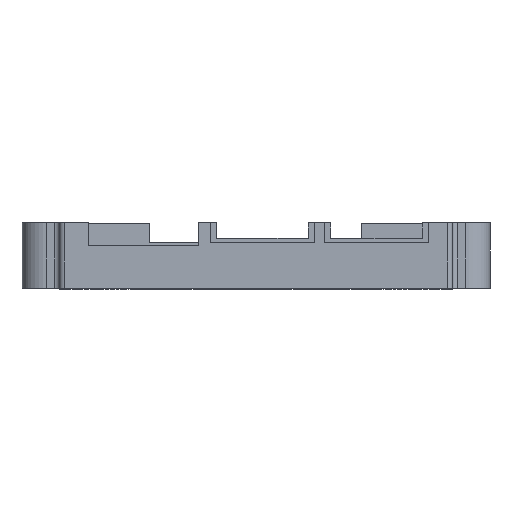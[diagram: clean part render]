
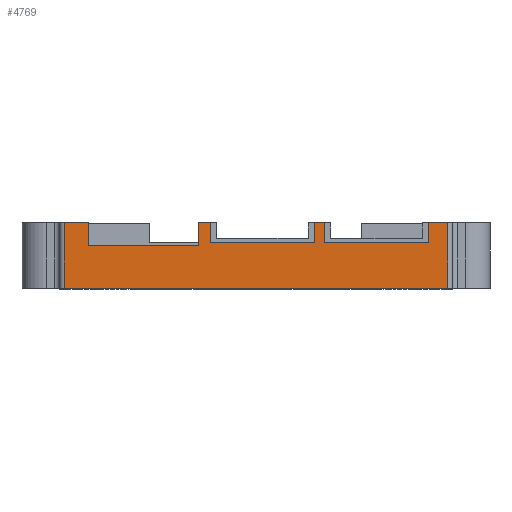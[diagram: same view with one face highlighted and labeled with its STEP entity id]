
A CAD part, top view. The second image highlights one B-rep face of the part: STEP entity #4769.
In plain terms, the highlighted planar face has unit normal (0, 0, 1).
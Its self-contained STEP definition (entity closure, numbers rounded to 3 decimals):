
#133=PLANE('',#5215);
#346=FACE_OUTER_BOUND('',#615,.T.);
#615=EDGE_LOOP('',(#3894,#3895,#3896,#3897,#3898,#3899,#3900,#3901,#3902,
#3903,#3904,#3905,#3906,#3907,#3908,#3909));
#942=LINE('',#7483,#1416);
#960=LINE('',#7544,#1434);
#966=LINE('',#7557,#1440);
#976=LINE('',#7583,#1450);
#1027=LINE('',#7709,#1501);
#1039=LINE('',#7769,#1513);
#1074=LINE('',#7835,#1548);
#1075=LINE('',#7838,#1549);
#1076=LINE('',#7839,#1550);
#1077=LINE('',#7841,#1551);
#1078=LINE('',#7843,#1552);
#1079=LINE('',#7844,#1553);
#1080=LINE('',#7846,#1554);
#1081=LINE('',#7847,#1555);
#1082=LINE('',#7848,#1556);
#1083=LINE('',#7849,#1557);
#1416=VECTOR('',#6076,60.4);
#1434=VECTOR('',#6122,1.8);
#1440=VECTOR('',#6130,1.5);
#1450=VECTOR('',#6148,3.75);
#1501=VECTOR('',#6227,2.95);
#1513=VECTOR('',#6289,3.6);
#1548=VECTOR('',#6346,3.17);
#1549=VECTOR('',#6349,16.5);
#1550=VECTOR('',#6350,3.17);
#1551=VECTOR('',#6351,3.17);
#1552=VECTOR('',#6352,16.5);
#1553=VECTOR('',#6353,3.17);
#1554=VECTOR('',#6354,17.4);
#1555=VECTOR('',#6355,3.6);
#1556=VECTOR('',#6356,10.3);
#1557=VECTOR('',#6357,10.3);
#2158=VERTEX_POINT('',#7480);
#2159=VERTEX_POINT('',#7482);
#2187=VERTEX_POINT('',#7541);
#2188=VERTEX_POINT('',#7543);
#2192=VERTEX_POINT('',#7553);
#2194=VERTEX_POINT('',#7556);
#2205=VERTEX_POINT('',#7580);
#2206=VERTEX_POINT('',#7582);
#2266=VERTEX_POINT('',#7706);
#2267=VERTEX_POINT('',#7708);
#2290=VERTEX_POINT('',#7767);
#2310=VERTEX_POINT('',#7833);
#2311=VERTEX_POINT('',#7837);
#2312=VERTEX_POINT('',#7840);
#2313=VERTEX_POINT('',#7842);
#2314=VERTEX_POINT('',#7845);
#2743=EDGE_CURVE('',#2158,#2159,#942,.T.);
#2773=EDGE_CURVE('',#2188,#2187,#960,.T.);
#2779=EDGE_CURVE('',#2194,#2192,#966,.T.);
#2792=EDGE_CURVE('',#2206,#2205,#976,.T.);
#2853=EDGE_CURVE('',#2266,#2267,#1027,.T.);
#2881=EDGE_CURVE('',#2290,#2187,#1039,.T.);
#2916=EDGE_CURVE('',#2266,#2310,#1074,.T.);
#2917=EDGE_CURVE('',#2311,#2310,#1075,.T.);
#2918=EDGE_CURVE('',#2194,#2311,#1076,.T.);
#2919=EDGE_CURVE('',#2192,#2312,#1077,.T.);
#2920=EDGE_CURVE('',#2313,#2312,#1078,.T.);
#2921=EDGE_CURVE('',#2188,#2313,#1079,.T.);
#2922=EDGE_CURVE('',#2314,#2290,#1080,.T.);
#2923=EDGE_CURVE('',#2206,#2314,#1081,.T.);
#2924=EDGE_CURVE('',#2159,#2205,#1082,.T.);
#2925=EDGE_CURVE('',#2267,#2158,#1083,.T.);
#3894=ORIENTED_EDGE('',*,*,#2853,.F.);
#3895=ORIENTED_EDGE('',*,*,#2916,.T.);
#3896=ORIENTED_EDGE('',*,*,#2917,.F.);
#3897=ORIENTED_EDGE('',*,*,#2918,.F.);
#3898=ORIENTED_EDGE('',*,*,#2779,.T.);
#3899=ORIENTED_EDGE('',*,*,#2919,.T.);
#3900=ORIENTED_EDGE('',*,*,#2920,.F.);
#3901=ORIENTED_EDGE('',*,*,#2921,.F.);
#3902=ORIENTED_EDGE('',*,*,#2773,.T.);
#3903=ORIENTED_EDGE('',*,*,#2881,.F.);
#3904=ORIENTED_EDGE('',*,*,#2922,.F.);
#3905=ORIENTED_EDGE('',*,*,#2923,.F.);
#3906=ORIENTED_EDGE('',*,*,#2792,.T.);
#3907=ORIENTED_EDGE('',*,*,#2924,.F.);
#3908=ORIENTED_EDGE('',*,*,#2743,.F.);
#3909=ORIENTED_EDGE('',*,*,#2925,.F.);
#4769=ADVANCED_FACE('',(#346),#133,.F.);
#5215=AXIS2_PLACEMENT_3D('',#7836,#6347,#6348);
#6076=DIRECTION('',(-1.,0.,0.));
#6122=DIRECTION('',(-1.,0.,0.));
#6130=DIRECTION('',(-1.,0.,0.));
#6148=DIRECTION('',(-1.,0.,0.));
#6227=DIRECTION('',(1.,0.,0.));
#6289=DIRECTION('',(0.,1.,0.));
#6346=DIRECTION('',(0.,-1.,0.));
#6347=DIRECTION('center_axis',(0.,0.,-1.));
#6348=DIRECTION('ref_axis',(-1.,0.,0.));
#6349=DIRECTION('',(1.,0.,0.));
#6350=DIRECTION('',(0.,-1.,0.));
#6351=DIRECTION('',(0.,-1.,0.));
#6352=DIRECTION('',(1.,0.,0.));
#6353=DIRECTION('',(0.,-1.,0.));
#6354=DIRECTION('',(1.,0.,0.));
#6355=DIRECTION('',(0.,-1.,0.));
#6356=DIRECTION('',(0.,1.,0.));
#6357=DIRECTION('',(0.,-1.,0.));
#7480=CARTESIAN_POINT('',(61.2,0.,-4.4));
#7482=CARTESIAN_POINT('',(0.8,0.,-4.4));
#7483=CARTESIAN_POINT('',(61.2,0.,-4.4));
#7541=CARTESIAN_POINT('',(21.95,10.3,-4.4));
#7543=CARTESIAN_POINT('',(23.75,10.3,-4.4));
#7544=CARTESIAN_POINT('',(23.75,10.3,-4.4));
#7553=CARTESIAN_POINT('',(40.25,10.3,-4.4));
#7556=CARTESIAN_POINT('',(41.75,10.3,-4.4));
#7557=CARTESIAN_POINT('',(41.75,10.3,-4.4));
#7580=CARTESIAN_POINT('',(0.8,10.3,-4.4));
#7582=CARTESIAN_POINT('',(4.55,10.3,-4.4));
#7583=CARTESIAN_POINT('',(4.55,10.3,-4.4));
#7706=CARTESIAN_POINT('',(58.25,10.3,-4.4));
#7708=CARTESIAN_POINT('',(61.2,10.3,-4.4));
#7709=CARTESIAN_POINT('',(58.25,10.3,-4.4));
#7767=CARTESIAN_POINT('',(21.95,6.7,-4.4));
#7769=CARTESIAN_POINT('',(21.95,6.7,-4.4));
#7833=CARTESIAN_POINT('',(58.25,7.13,-4.4));
#7835=CARTESIAN_POINT('',(58.25,10.3,-4.4));
#7836=CARTESIAN_POINT('Origin',(62.,2.,-4.4));
#7837=CARTESIAN_POINT('',(41.75,7.13,-4.4));
#7838=CARTESIAN_POINT('',(41.75,7.13,-4.4));
#7839=CARTESIAN_POINT('',(41.75,10.3,-4.4));
#7840=CARTESIAN_POINT('',(40.25,7.13,-4.4));
#7841=CARTESIAN_POINT('',(40.25,10.3,-4.4));
#7842=CARTESIAN_POINT('',(23.75,7.13,-4.4));
#7843=CARTESIAN_POINT('',(23.75,7.13,-4.4));
#7844=CARTESIAN_POINT('',(23.75,10.3,-4.4));
#7845=CARTESIAN_POINT('',(4.55,6.7,-4.4));
#7846=CARTESIAN_POINT('',(4.55,6.7,-4.4));
#7847=CARTESIAN_POINT('',(4.55,10.3,-4.4));
#7848=CARTESIAN_POINT('',(0.8,0.,-4.4));
#7849=CARTESIAN_POINT('',(61.2,10.3,-4.4));
